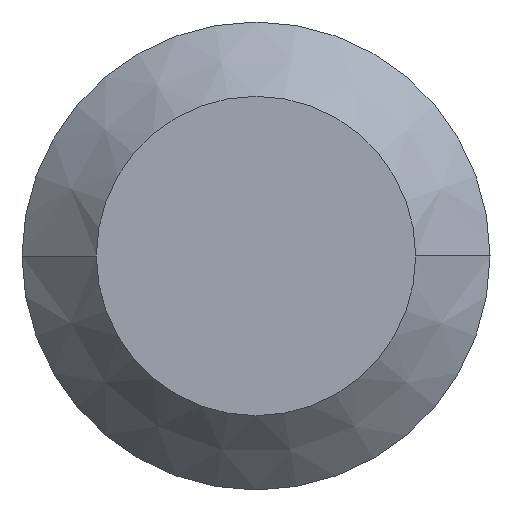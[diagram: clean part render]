
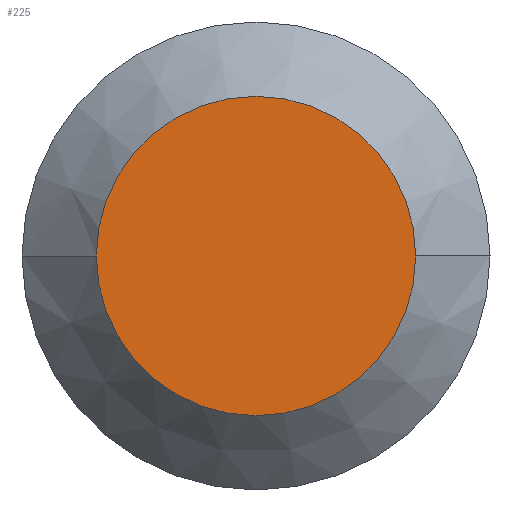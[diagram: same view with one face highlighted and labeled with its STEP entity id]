
A CAD part, left-side view. The second image highlights one B-rep face of the part: STEP entity #225.
In plain terms, the highlighted planar face has unit normal (-1, 0, 0).
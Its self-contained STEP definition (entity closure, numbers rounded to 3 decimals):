
#1 = EDGE_CURVE ( 'NONE', #72, #128, #234, .T. ) ;
#54 = ORIENTED_EDGE ( 'NONE', *, *, #1, .F. ) ;
#72 = VERTEX_POINT ( 'NONE', #264 ) ;
#74 = PLANE ( 'NONE',  #342 ) ;
#104 = DIRECTION ( 'NONE',  ( 1., 0., 0. ) ) ;
#128 = VERTEX_POINT ( 'NONE', #272 ) ;
#144 = ORIENTED_EDGE ( 'NONE', *, *, #331, .F. ) ;
#178 = CIRCLE ( 'NONE', #281, 1.365 ) ;
#205 = FACE_OUTER_BOUND ( 'NONE', #245, .T. ) ;
#223 = AXIS2_PLACEMENT_3D ( 'NONE', #227, #104, #396 ) ;
#225 = ADVANCED_FACE ( 'NONE', ( #205 ), #74, .T. ) ;
#227 = CARTESIAN_POINT ( 'NONE',  ( 0., 0., 0. ) ) ;
#234 = CIRCLE ( 'NONE', #223, 1.365 ) ;
#245 = EDGE_LOOP ( 'NONE', ( #144, #54 ) ) ;
#264 = CARTESIAN_POINT ( 'NONE',  ( 0., -1.365, 0. ) ) ;
#272 = CARTESIAN_POINT ( 'NONE',  ( 0., 1.365, 0. ) ) ;
#281 = AXIS2_PLACEMENT_3D ( 'NONE', #393, #309, #314 ) ;
#302 = DIRECTION ( 'NONE',  ( 0., -1., 0. ) ) ;
#309 = DIRECTION ( 'NONE',  ( 1., 0., 0. ) ) ;
#314 = DIRECTION ( 'NONE',  ( 0., 1., 0. ) ) ;
#331 = EDGE_CURVE ( 'NONE', #128, #72, #178, .T. ) ;
#342 = AXIS2_PLACEMENT_3D ( 'NONE', #402, #364, #302 ) ;
#364 = DIRECTION ( 'NONE',  ( -1., 0., 0. ) ) ;
#393 = CARTESIAN_POINT ( 'NONE',  ( 0., 0., 0. ) ) ;
#396 = DIRECTION ( 'NONE',  ( 0., 1., 0. ) ) ;
#402 = CARTESIAN_POINT ( 'NONE',  ( 0., 0., 0. ) ) ;
